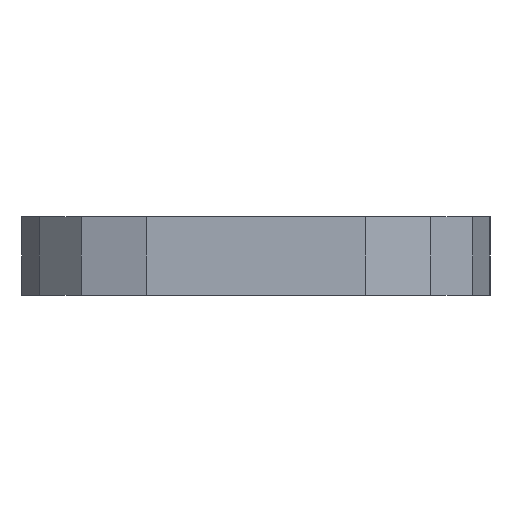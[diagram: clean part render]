
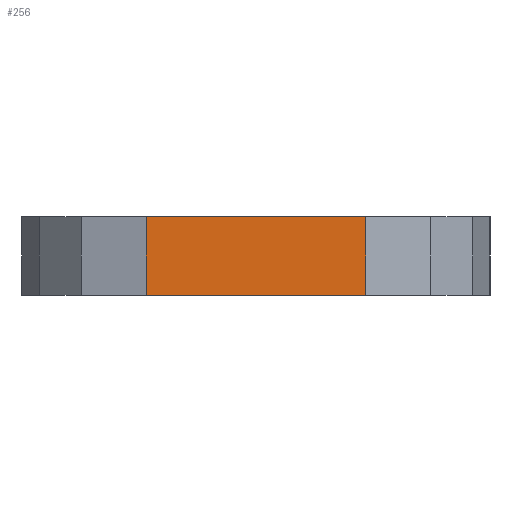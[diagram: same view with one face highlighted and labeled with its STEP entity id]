
A CAD part, left-side view. The second image highlights one B-rep face of the part: STEP entity #256.
In plain terms, the highlighted free-form (B-spline) face has degree [1, 1] with [2, 2] control points.
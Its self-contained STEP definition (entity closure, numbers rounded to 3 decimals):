
#256=ADVANCED_FACE('',(#958),#27098,.T.);
#958=FACE_OUTER_BOUND('',#1660,.T.);
#1660=EDGE_LOOP('',(#2613,#2614,#2615,#2616));
#2613=ORIENTED_EDGE('',*,*,#17309,.T.);
#2614=ORIENTED_EDGE('',*,*,#17310,.T.);
#2615=ORIENTED_EDGE('',*,*,#17311,.T.);
#2616=ORIENTED_EDGE('',*,*,#17307,.F.);
#6810=PCURVE('',#27097,#11010);
#6813=PCURVE('',#27098,#11013);
#6814=PCURVE('',#27098,#11014);
#6815=PCURVE('',#27098,#11015);
#6816=PCURVE('',#27098,#11016);
#6820=PCURVE('',#27099,#11020);
#9603=PCURVE('',#27793,#13803);
#10298=PCURVE('',#27794,#14498);
#11010=DEFINITIONAL_REPRESENTATION('',(#19425),#44630);
#11013=DEFINITIONAL_REPRESENTATION('',(#19430),#44630);
#11014=DEFINITIONAL_REPRESENTATION('',(#19432),#44630);
#11015=DEFINITIONAL_REPRESENTATION('',(#19434),#44630);
#11016=DEFINITIONAL_REPRESENTATION('',(#19435),#44630);
#11020=DEFINITIONAL_REPRESENTATION('',(#19442),#44630);
#13803=DEFINITIONAL_REPRESENTATION('',(#24303),#44630);
#14498=DEFINITIONAL_REPRESENTATION('',(#24998),#44630);
#15207=SURFACE_CURVE('',#19424,(#6810,#6816),.PCURVE_S1.);
#15209=SURFACE_CURVE('',#19429,(#6813,#9603),.PCURVE_S1.);
#15210=SURFACE_CURVE('',#19431,(#6814,#6820),.PCURVE_S1.);
#15211=SURFACE_CURVE('',#19433,(#6815,#10298),.PCURVE_S1.);
#17307=EDGE_CURVE('',#25703,#25704,#15207,.T.);
#17309=EDGE_CURVE('',#25703,#25705,#15209,.T.);
#17310=EDGE_CURVE('',#25705,#25706,#15210,.T.);
#17311=EDGE_CURVE('',#25706,#25704,#15211,.T.);
#19424=B_SPLINE_CURVE_WITH_KNOTS('',1,(#32091,#32092),.UNSPECIFIED.,.F.,
 .F.,(2,2),(0.,1.3),.UNSPECIFIED.);
#19425=B_SPLINE_CURVE_WITH_KNOTS('',1,(#32093,#32094),.UNSPECIFIED.,.F.,
 .F.,(2,2),(0.,1.3),.UNSPECIFIED.);
#19429=B_SPLINE_CURVE_WITH_KNOTS('',1,(#32101,#32102),.UNSPECIFIED.,.F.,
 .F.,(2,2),(5.,6.),.UNSPECIFIED.);
#19430=B_SPLINE_CURVE_WITH_KNOTS('',1,(#32103,#32104),.UNSPECIFIED.,.F.,
 .F.,(2,2),(5.,6.),.UNSPECIFIED.);
#19431=B_SPLINE_CURVE_WITH_KNOTS('',1,(#32105,#32106),.UNSPECIFIED.,.F.,
 .F.,(2,2),(0.,1.3),.UNSPECIFIED.);
#19432=B_SPLINE_CURVE_WITH_KNOTS('',1,(#32107,#32108),.UNSPECIFIED.,.F.,
 .F.,(2,2),(0.,1.3),.UNSPECIFIED.);
#19433=B_SPLINE_CURVE_WITH_KNOTS('',1,(#32109,#32110),.UNSPECIFIED.,.F.,
 .F.,(2,2),(-6.,-5.),.UNSPECIFIED.);
#19434=B_SPLINE_CURVE_WITH_KNOTS('',1,(#32111,#32112),.UNSPECIFIED.,.F.,
 .F.,(2,2),(-6.,-5.),.UNSPECIFIED.);
#19435=B_SPLINE_CURVE_WITH_KNOTS('',1,(#32113,#32114),.UNSPECIFIED.,.F.,
 .F.,(2,2),(0.,1.3),.UNSPECIFIED.);
#19442=B_SPLINE_CURVE_WITH_KNOTS('',1,(#32127,#32128),.UNSPECIFIED.,.F.,
 .F.,(2,2),(0.,1.3),.UNSPECIFIED.);
#24303=B_SPLINE_CURVE_WITH_KNOTS('',1,(#41849,#41850),.UNSPECIFIED.,.F.,
 .F.,(2,2),(5.,6.),.UNSPECIFIED.);
#24998=B_SPLINE_CURVE_WITH_KNOTS('',1,(#43239,#43240),.UNSPECIFIED.,.F.,
 .F.,(2,2),(-6.,-5.),.UNSPECIFIED.);
#25703=VERTEX_POINT('',#30639);
#25704=VERTEX_POINT('',#30640);
#25705=VERTEX_POINT('',#30641);
#25706=VERTEX_POINT('',#30642);
#27097=B_SPLINE_SURFACE_WITH_KNOTS('',1,1,((#27837,#27838),(#27839,#27840)),
 .UNSPECIFIED.,.F.,.F.,.F.,(2,2),(2,2),(4.,5.),(0.,1.3),.UNSPECIFIED.);
#27098=B_SPLINE_SURFACE_WITH_KNOTS('',1,1,((#27841,#27842),(#27843,#27844)),
 .UNSPECIFIED.,.F.,.F.,.F.,(2,2),(2,2),(5.,6.),(0.,1.3),.UNSPECIFIED.);
#27099=B_SPLINE_SURFACE_WITH_KNOTS('',1,1,((#27845,#27846),(#27847,#27848)),
 .UNSPECIFIED.,.F.,.F.,.F.,(2,2),(2,2),(6.,7.),(0.,1.3),.UNSPECIFIED.);
#27793=B_SPLINE_SURFACE_WITH_KNOTS('',1,1,((#30621,#30622),(#30623,#30624)),
 .UNSPECIFIED.,.F.,.F.,.F.,(2,2),(2,2),(-2.542,7.125),
(-29.599,5.264),.UNSPECIFIED.);
#27794=B_SPLINE_SURFACE_WITH_KNOTS('',1,1,((#30625,#30626),(#30627,#30628)),
 .UNSPECIFIED.,.F.,.F.,.F.,(2,2),(2,2),(-29.599,5.264),
(-2.542,7.125),.UNSPECIFIED.);
#27837=CARTESIAN_POINT('',(33.612,-12.891,30.));
#27838=CARTESIAN_POINT('',(33.612,-12.891,31.3));
#27839=CARTESIAN_POINT('',(33.323,-13.968,30.));
#27840=CARTESIAN_POINT('',(33.323,-13.968,31.3));
#27841=CARTESIAN_POINT('',(33.323,-13.968,30.));
#27842=CARTESIAN_POINT('',(33.323,-13.968,31.3));
#27843=CARTESIAN_POINT('',(33.323,-17.588,30.));
#27844=CARTESIAN_POINT('',(33.323,-17.588,31.3));
#27845=CARTESIAN_POINT('',(33.323,-17.588,30.));
#27846=CARTESIAN_POINT('',(33.323,-17.588,31.3));
#27847=CARTESIAN_POINT('',(33.612,-18.664,30.));
#27848=CARTESIAN_POINT('',(33.612,-18.664,31.3));
#30621=CARTESIAN_POINT('',(29.837,-20.612,30.));
#30622=CARTESIAN_POINT('',(64.7,-20.612,30.));
#30623=CARTESIAN_POINT('',(29.837,-10.944,30.));
#30624=CARTESIAN_POINT('',(64.7,-10.944,30.));
#30625=CARTESIAN_POINT('',(29.837,-20.612,31.3));
#30626=CARTESIAN_POINT('',(29.837,-10.944,31.3));
#30627=CARTESIAN_POINT('',(64.7,-20.612,31.3));
#30628=CARTESIAN_POINT('',(64.7,-10.944,31.3));
#30639=CARTESIAN_POINT('',(33.323,-13.968,30.));
#30640=CARTESIAN_POINT('',(33.323,-13.968,31.3));
#30641=CARTESIAN_POINT('',(33.323,-17.588,30.));
#30642=CARTESIAN_POINT('',(33.323,-17.588,31.3));
#32091=CARTESIAN_POINT('',(33.323,-13.968,30.));
#32092=CARTESIAN_POINT('',(33.323,-13.968,31.3));
#32093=CARTESIAN_POINT('',(5.,0.));
#32094=CARTESIAN_POINT('',(5.,1.3));
#32101=CARTESIAN_POINT('',(33.323,-13.968,30.));
#32102=CARTESIAN_POINT('',(33.323,-17.588,30.));
#32103=CARTESIAN_POINT('',(5.,0.));
#32104=CARTESIAN_POINT('',(6.,0.));
#32105=CARTESIAN_POINT('',(33.323,-17.588,30.));
#32106=CARTESIAN_POINT('',(33.323,-17.588,31.3));
#32107=CARTESIAN_POINT('',(6.,0.));
#32108=CARTESIAN_POINT('',(6.,1.3));
#32109=CARTESIAN_POINT('',(33.323,-17.588,31.3));
#32110=CARTESIAN_POINT('',(33.323,-13.968,31.3));
#32111=CARTESIAN_POINT('',(6.,1.3));
#32112=CARTESIAN_POINT('',(5.,1.3));
#32113=CARTESIAN_POINT('',(5.,0.));
#32114=CARTESIAN_POINT('',(5.,1.3));
#32127=CARTESIAN_POINT('',(6.,0.));
#32128=CARTESIAN_POINT('',(6.,1.3));
#41849=CARTESIAN_POINT('',(4.102,-26.113));
#41850=CARTESIAN_POINT('',(0.481,-26.113));
#43239=CARTESIAN_POINT('',(-26.113,0.481));
#43240=CARTESIAN_POINT('',(-26.113,4.102));
#44630=(
GEOMETRIC_REPRESENTATION_CONTEXT(2)
PARAMETRIC_REPRESENTATION_CONTEXT()
REPRESENTATION_CONTEXT('pspace','')
);
